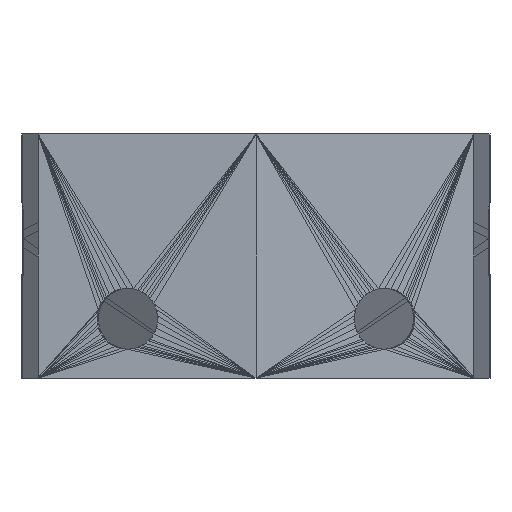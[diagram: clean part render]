
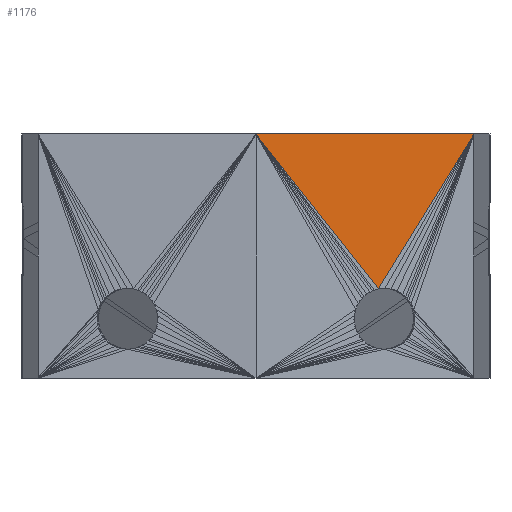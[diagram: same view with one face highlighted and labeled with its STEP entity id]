
A CAD part, left-side view. The second image highlights one B-rep face of the part: STEP entity #1176.
In plain terms, the highlighted planar face has unit normal (-0.998, -0.063, 0).
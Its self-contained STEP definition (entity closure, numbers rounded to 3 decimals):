
#558 = VERTEX_POINT('',#559);
#559 = CARTESIAN_POINT('',(-163.1,0.,14.));
#1033 = EDGE_CURVE('',#1034,#1036,#1038,.T.);
#1034 = VERTEX_POINT('',#1035);
#1035 = CARTESIAN_POINT('',(-162.314,-12.5,14.));
#1036 = VERTEX_POINT('',#1037);
#1037 = CARTESIAN_POINT('',(-162.658,-7.022,
    5.112));
#1038 = LINE('',#1039,#1040);
#1039 = CARTESIAN_POINT('',(-162.314,-12.5,14.));
#1040 = VECTOR('',#1041,1.);
#1041 = DIRECTION('',(-0.033,0.524,-0.851
    ));
#1176 = ADVANCED_FACE('',(#1177),#1192,.T.);
#1177 = FACE_BOUND('',#1178,.T.);
#1178 = EDGE_LOOP('',(#1179,#1180,#1186));
#1179 = ORIENTED_EDGE('',*,*,#1033,.F.);
#1180 = ORIENTED_EDGE('',*,*,#1181,.F.);
#1181 = EDGE_CURVE('',#558,#1034,#1182,.T.);
#1182 = LINE('',#1183,#1184);
#1183 = CARTESIAN_POINT('',(-163.1,0.,14.));
#1184 = VECTOR('',#1185,1.);
#1185 = DIRECTION('',(0.063,-0.998,0.));
#1186 = ORIENTED_EDGE('',*,*,#1187,.F.);
#1187 = EDGE_CURVE('',#1036,#558,#1188,.T.);
#1188 = LINE('',#1189,#1190);
#1189 = CARTESIAN_POINT('',(-162.658,-7.022,
    5.112));
#1190 = VECTOR('',#1191,1.);
#1191 = DIRECTION('',(-0.039,0.619,0.784)
  );
#1192 = PLANE('',#1193);
#1193 = AXIS2_PLACEMENT_3D('',#1194,#1195,#1196);
#1194 = CARTESIAN_POINT('',(-162.697,-6.414,
    11.178));
#1195 = DIRECTION('',(-0.998,-0.063,
    0.));
#1196 = DIRECTION('',(0.063,-0.998,0.));
